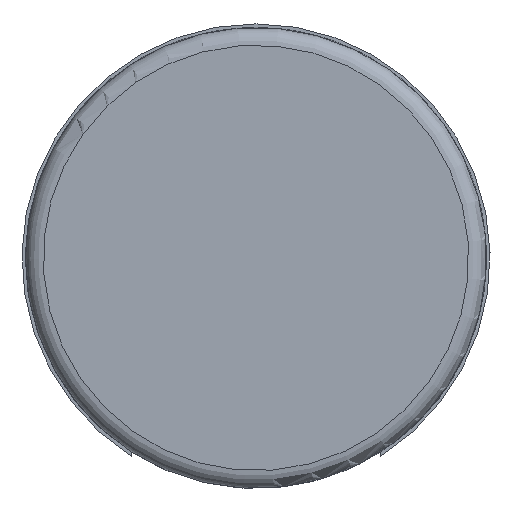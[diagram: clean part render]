
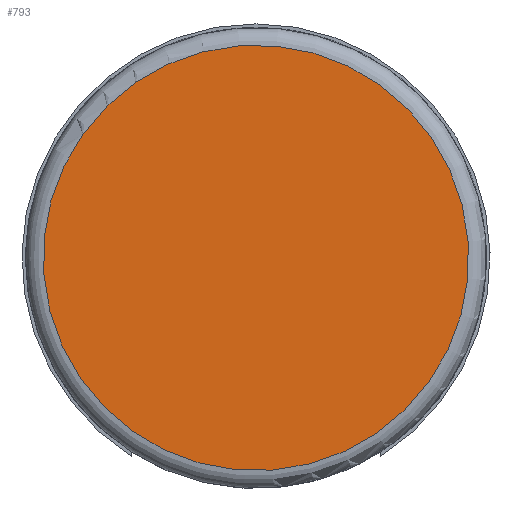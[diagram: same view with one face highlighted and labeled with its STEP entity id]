
A CAD part, left-side view. The second image highlights one B-rep face of the part: STEP entity #793.
In plain terms, the highlighted planar face has unit normal (-1, 0, 0).
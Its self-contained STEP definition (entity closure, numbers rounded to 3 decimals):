
#692 = EDGE_CURVE('',#693,#693,#695,.T.);
#693 = VERTEX_POINT('',#694);
#694 = CARTESIAN_POINT('',(-0.3,0.234,2.991));
#695 = SURFACE_CURVE('',#696,(#701,#712),.PCURVE_S1.);
#696 = CIRCLE('',#697,3.);
#697 = AXIS2_PLACEMENT_3D('',#698,#699,#700);
#698 = CARTESIAN_POINT('',(-0.3,0.,0.)
  );
#699 = DIRECTION('',(-1.,0.,0.));
#700 = DIRECTION('',(0.,0.078,
    0.997));
#701 = PCURVE('',#702,#707);
#702 = TOROIDAL_SURFACE('',#703,3.,0.25);
#703 = AXIS2_PLACEMENT_3D('',#704,#705,#706);
#704 = CARTESIAN_POINT('',(-0.05,0.,
    0.));
#705 = DIRECTION('',(-1.,0.,0.));
#706 = DIRECTION('',(0.,-0.997,
    0.078));
#707 = DEFINITIONAL_REPRESENTATION('',(#708),#711);
#708 = B_SPLINE_CURVE_WITH_KNOTS('',1,(#709,#710),.UNSPECIFIED.,.F.,.F.,
  (2,2),(0.,6.283),.PIECEWISE_BEZIER_KNOTS.);
#709 = CARTESIAN_POINT('',(1.571,7.854));
#710 = CARTESIAN_POINT('',(7.854,7.854));
#711 = ( GEOMETRIC_REPRESENTATION_CONTEXT(2) 
PARAMETRIC_REPRESENTATION_CONTEXT() REPRESENTATION_CONTEXT('2D SPACE',''
  ) );
#712 = PCURVE('',#713,#718);
#713 = PLANE('',#714);
#714 = AXIS2_PLACEMENT_3D('',#715,#716,#717);
#715 = CARTESIAN_POINT('',(-0.3,0.117,1.495));
#716 = DIRECTION('',(-1.,0.,0.));
#717 = DIRECTION('',(0.,-0.997,
    0.078));
#718 = DEFINITIONAL_REPRESENTATION('',(#719),#723);
#719 = CIRCLE('',#720,3.);
#720 = AXIS2_PLACEMENT_2D('',#721,#722);
#721 = CARTESIAN_POINT('',(0.,-1.5));
#722 = DIRECTION('',(0.,1.));
#723 = ( GEOMETRIC_REPRESENTATION_CONTEXT(2) 
PARAMETRIC_REPRESENTATION_CONTEXT() REPRESENTATION_CONTEXT('2D SPACE',''
  ) );
#793 = ADVANCED_FACE('',(#794),#713,.T.);
#794 = FACE_BOUND('',#795,.T.);
#795 = EDGE_LOOP('',(#796));
#796 = ORIENTED_EDGE('',*,*,#692,.T.);
